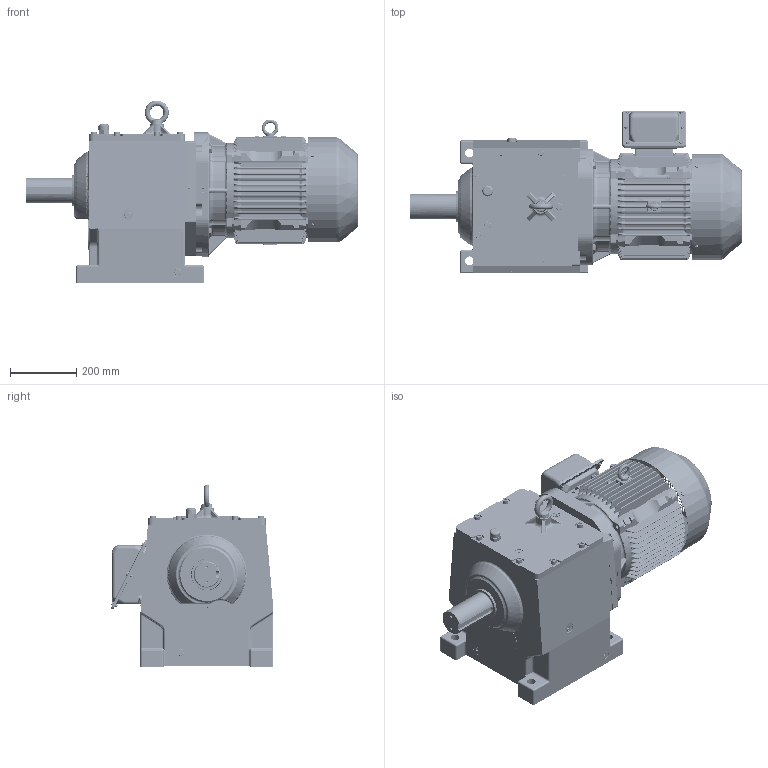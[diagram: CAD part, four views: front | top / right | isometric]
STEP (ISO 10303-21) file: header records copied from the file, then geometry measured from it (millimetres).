
FILE_DESCRIPTION(/* description */ ('Unknown'),/* implementation_level */ '2;1');
FILE_NAME(/* name */ 'EK2DO07250H001_HHM28_160M_CUSTOMER',/* time_stamp */ '2020-01-17T12:03:47+09:00',/* author */ ('Unknown'),/* organization */ ('Unknown'),/* preprocessor_version */ 'ST-DEVELOPER v16.7',/* originating_system */ 'DEX',/* authorisation */ $);
FILE_SCHEMA (('AUTOMOTIVE_DESIGN { 1 0 10303 214 3 1 1 }','AUTOMOTIVE_DESIGN {1 0 10303 214 3 1 1}'));
Products named in the file (1): だお1
Bounding box: 1000.2 x 489.14 x 550.98 mm (x, y, z)
Volume: 83460229 mm3; surface area: 2676705 mm2
Topology: 2 solids, 92 shells, 6730 faces, 17601 edges, 11066 vertices
Faces by surface type: cylinder 2576, plane 2325, bspline 1203, torus 318, cone 269, sphere 39
Full cylindrical faces by diameter (mm): 2.6 x4, 3 x1, 6 x16, 7 x6, 8 x6, 8.376 x16, 9 x1, 9.4 x1, 10.106 x57, 11 x4, 12 x27, 13.033 x1, 13.835 x4, 14 x15, 15 x2, 16 x1, 16.4 x1, 17.294 x3, 18 x19, 19.5 x1, 20 x7, 20.376 x46, 25 x1, 26 x4, 27 x1, 28 x1, 31.4 x1, 32 x9, 33 x2, 33.4 x1
Entity records: 283080 total; most frequent: CARTESIAN_POINT 94640, ORIENTED_EDGE 33694, DIRECTION 31746, EDGE_CURVE 16847, AXIS2_PLACEMENT_3D 11896, VERTEX_POINT 10795, LINE 7954, VECTOR 7954
